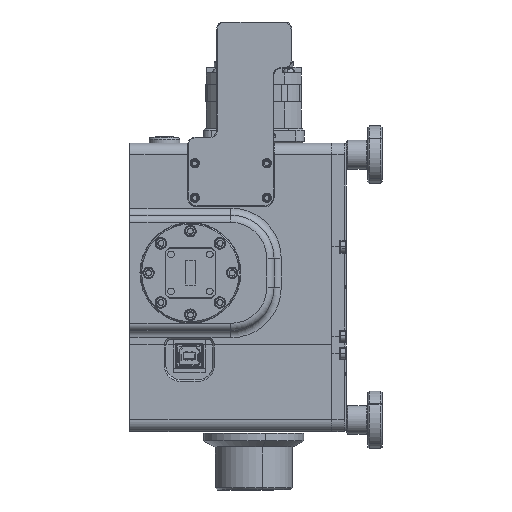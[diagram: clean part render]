
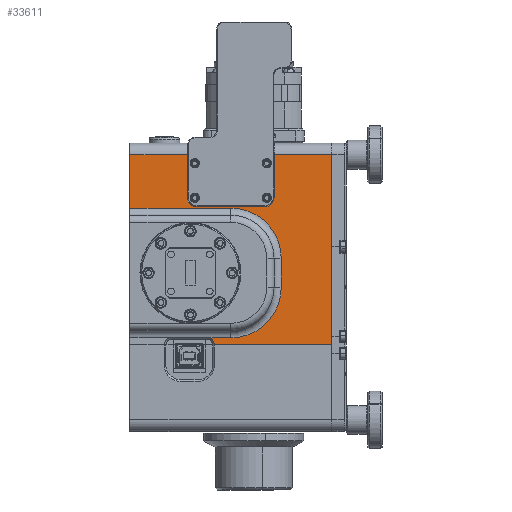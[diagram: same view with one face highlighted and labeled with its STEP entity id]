
A CAD part, left-side view. The second image highlights one B-rep face of the part: STEP entity #33611.
In plain terms, the highlighted planar face has unit normal (-1, 0, 0).
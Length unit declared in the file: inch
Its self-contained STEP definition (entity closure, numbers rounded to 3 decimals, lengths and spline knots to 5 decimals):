
#1478 = CARTESIAN_POINT ( 'NONE',  ( -1.75, 2., -1.625 ) ) ;
#2656 = DIRECTION ( 'NONE',  ( 0., 0., -1. ) ) ;
#3445 = ORIENTED_EDGE ( 'NONE', *, *, #42138, .T. ) ;
#6855 = DIRECTION ( 'NONE',  ( 1., 0., 0. ) ) ;
#7315 = CARTESIAN_POINT ( 'NONE',  ( -1.75, 2.415, -1.75 ) ) ;
#7707 = CARTESIAN_POINT ( 'NONE',  ( -1.75, 3.75, 1.75 ) ) ;
#8396 = DIRECTION ( 'NONE',  ( 0., 1., 0. ) ) ;
#8639 = DIRECTION ( 'NONE',  ( 1., 0., 0. ) ) ;
#8831 = VERTEX_POINT ( 'NONE', #92370 ) ;
#9438 = CARTESIAN_POINT ( 'NONE',  ( -1.75, 3.75, 0.625 ) ) ;
#10526 = ORIENTED_EDGE ( 'NONE', *, *, #21060, .T. ) ;
#10870 = LINE ( 'NONE', #9438, #90872 ) ;
#11715 = CARTESIAN_POINT ( 'NONE',  ( -1.75, 3.75, 1.75 ) ) ;
#12230 = LINE ( 'NONE', #41316, #26836 ) ;
#12469 = LINE ( 'NONE', #18724, #62919 ) ;
#12518 = DIRECTION ( 'NONE',  ( 0., 0., -1. ) ) ;
#12519 = ORIENTED_EDGE ( 'NONE', *, *, #22043, .T. ) ;
#12675 = CIRCLE ( 'NONE', #65935, 0.13 ) ;
#13985 = DIRECTION ( 'NONE',  ( 0., 0., -1. ) ) ;
#14357 = AXIS2_PLACEMENT_3D ( 'NONE', #53508, #75875, #73977 ) ;
#15311 = DIRECTION ( 'NONE',  ( 0., 0., -1. ) ) ;
#15381 = CARTESIAN_POINT ( 'NONE',  ( -1.75, 0.25, 1.55 ) ) ;
#15538 = ORIENTED_EDGE ( 'NONE', *, *, #57179, .T. ) ;
#17133 = VECTOR ( 'NONE', #73536, 39.37008 ) ;
#17391 = VERTEX_POINT ( 'NONE', #67598 ) ;
#18417 = LINE ( 'NONE', #32736, #58531 ) ;
#18724 = CARTESIAN_POINT ( 'NONE',  ( -1.75, 3.75, 1.55 ) ) ;
#20321 = ORIENTED_EDGE ( 'NONE', *, *, #79318, .T. ) ;
#21060 = EDGE_CURVE ( 'NONE', #59482, #17391, #12469, .T. ) ;
#21156 = CARTESIAN_POINT ( 'NONE',  ( -1.75, 1.25, 0.8 ) ) ;
#21270 = ORIENTED_EDGE ( 'NONE', *, *, #25464, .T. ) ;
#22028 = CARTESIAN_POINT ( 'NONE',  ( -1.75, 2., -0.75 ) ) ;
#22043 = EDGE_CURVE ( 'NONE', #88926, #63686, #69177, .T. ) ;
#22356 = EDGE_CURVE ( 'NONE', #32278, #78779, #89026, .T. ) ;
#24712 = DIRECTION ( 'NONE',  ( 0., -1., 0. ) ) ;
#25464 = EDGE_CURVE ( 'NONE', #92822, #41293, #86288, .T. ) ;
#25584 = EDGE_CURVE ( 'NONE', #85365, #17391, #35555, .T. ) ;
#26060 = CARTESIAN_POINT ( 'NONE',  ( -1.75, 1.4, 0.8 ) ) ;
#26629 = AXIS2_PLACEMENT_3D ( 'NONE', #22028, #80081, #15311 ) ;
#26836 = VECTOR ( 'NONE', #70340, 39.37008 ) ;
#26860 = LINE ( 'NONE', #55896, #35580 ) ;
#29510 = EDGE_CURVE ( 'NONE', #85635, #92822, #26860, .T. ) ;
#29936 = CARTESIAN_POINT ( 'NONE',  ( -1.75, 1.4, 0.65 ) ) ;
#30438 = CARTESIAN_POINT ( 'NONE',  ( -1.75, 2.75, 0.8 ) ) ;
#32278 = VERTEX_POINT ( 'NONE', #56341 ) ;
#32480 = ORIENTED_EDGE ( 'NONE', *, *, #37073, .T. ) ;
#32736 = CARTESIAN_POINT ( 'NONE',  ( -1.75, 1.125, 1.75 ) ) ;
#32892 = ORIENTED_EDGE ( 'NONE', *, *, #76596, .T. ) ;
#33611 = ADVANCED_FACE ( 'NONE', ( #44879 ), #73880, .F. ) ;
#34844 = CARTESIAN_POINT ( 'NONE',  ( -1.75, 3.75, 1.55 ) ) ;
#35555 = LINE ( 'NONE', #11715, #89269 ) ;
#35580 = VECTOR ( 'NONE', #12518, 39.37008 ) ;
#36415 = DIRECTION ( 'NONE',  ( 1., 0., 0. ) ) ;
#37073 = EDGE_CURVE ( 'NONE', #41293, #88926, #69412, .T. ) ;
#37577 = CARTESIAN_POINT ( 'NONE',  ( -1.75, 2.285, -1.75 ) ) ;
#37757 = CARTESIAN_POINT ( 'NONE',  ( -1.75, 2.37929, -1.625 ) ) ;
#37843 = CARTESIAN_POINT ( 'NONE',  ( -1.75, 3.75, -1.75 ) ) ;
#38690 = CARTESIAN_POINT ( 'NONE',  ( -1.75, 3.75, 0.625 ) ) ;
#39076 = CIRCLE ( 'NONE', #92300, 0.875 ) ;
#40803 = DIRECTION ( 'NONE',  ( 0., 0., 1. ) ) ;
#41293 = VERTEX_POINT ( 'NONE', #29936 ) ;
#41316 = CARTESIAN_POINT ( 'NONE',  ( -1.75, 0.25, -1.75 ) ) ;
#41441 = VECTOR ( 'NONE', #49117, 39.37008 ) ;
#42138 = EDGE_CURVE ( 'NONE', #63471, #8831, #39076, .T. ) ;
#42497 = ORIENTED_EDGE ( 'NONE', *, *, #88878, .T. ) ;
#42541 = CARTESIAN_POINT ( 'NONE',  ( -1.75, 2.75, 1.75 ) ) ;
#43078 = CARTESIAN_POINT ( 'NONE',  ( -1.75, 2., -0.25 ) ) ;
#44879 = FACE_OUTER_BOUND ( 'NONE', #54440, .T. ) ;
#45051 = VECTOR ( 'NONE', #8396, 39.37008 ) ;
#46630 = AXIS2_PLACEMENT_3D ( 'NONE', #7707, #8639, #80551 ) ;
#49117 = DIRECTION ( 'NONE',  ( 0., 1., 0. ) ) ;
#49583 = VERTEX_POINT ( 'NONE', #37577 ) ;
#50254 = ORIENTED_EDGE ( 'NONE', *, *, #29510, .T. ) ;
#53508 = CARTESIAN_POINT ( 'NONE',  ( -1.75, 2.6, 0.8 ) ) ;
#54071 = VERTEX_POINT ( 'NONE', #15381 ) ;
#54440 = EDGE_LOOP ( 'NONE', ( #88494, #42497, #15538, #87803, #67037, #50254, #21270, #32480, #12519, #93719, #10526, #61682, #20321, #3445, #32892, #91568 ) ) ;
#55896 = CARTESIAN_POINT ( 'NONE',  ( -1.75, 1.25, 1.75 ) ) ;
#56178 = EDGE_CURVE ( 'NONE', #63686, #59482, #78683, .T. ) ;
#56341 = CARTESIAN_POINT ( 'NONE',  ( -1.75, 1.125, -0.75 ) ) ;
#56493 = DIRECTION ( 'NONE',  ( 1., 0., 0. ) ) ;
#56588 = VECTOR ( 'NONE', #84911, 39.37008 ) ;
#57179 = EDGE_CURVE ( 'NONE', #49583, #65393, #58825, .T. ) ;
#57364 = CARTESIAN_POINT ( 'NONE',  ( -1.75, 2.6, 0.65 ) ) ;
#58531 = VECTOR ( 'NONE', #2656, 39.37008 ) ;
#58825 = LINE ( 'NONE', #37843, #17133 ) ;
#59482 = VERTEX_POINT ( 'NONE', #60458 ) ;
#60458 = CARTESIAN_POINT ( 'NONE',  ( -1.75, 2.75, 1.55 ) ) ;
#60598 = EDGE_CURVE ( 'NONE', #54071, #85635, #85294, .T. ) ;
#61682 = ORIENTED_EDGE ( 'NONE', *, *, #25584, .F. ) ;
#62919 = VECTOR ( 'NONE', #76804, 39.37008 ) ;
#63337 = CARTESIAN_POINT ( 'NONE',  ( -1.75, 2., 0.625 ) ) ;
#63471 = VERTEX_POINT ( 'NONE', #63337 ) ;
#63686 = VERTEX_POINT ( 'NONE', #30438 ) ;
#63940 = EDGE_CURVE ( 'NONE', #54071, #65393, #12230, .T. ) ;
#65393 = VERTEX_POINT ( 'NONE', #83624 ) ;
#65935 = AXIS2_PLACEMENT_3D ( 'NONE', #7315, #36415, #13985 ) ;
#66490 = AXIS2_PLACEMENT_3D ( 'NONE', #26060, #56493, #85063 ) ;
#66877 = VERTEX_POINT ( 'NONE', #37757 ) ;
#67037 = ORIENTED_EDGE ( 'NONE', *, *, #60598, .T. ) ;
#67598 = CARTESIAN_POINT ( 'NONE',  ( -1.75, 3.75, 1.55 ) ) ;
#69177 = CIRCLE ( 'NONE', #14357, 0.15 ) ;
#69190 = DIRECTION ( 'NONE',  ( 0., 0., -1. ) ) ;
#69412 = LINE ( 'NONE', #85579, #88016 ) ;
#70340 = DIRECTION ( 'NONE',  ( 0., 0., -1. ) ) ;
#73536 = DIRECTION ( 'NONE',  ( 0., -1., 0. ) ) ;
#73880 = PLANE ( 'NONE',  #46630 ) ;
#73977 = DIRECTION ( 'NONE',  ( 0., 0., -1. ) ) ;
#74086 = CARTESIAN_POINT ( 'NONE',  ( -1.75, 3.75, -1.625 ) ) ;
#75875 = DIRECTION ( 'NONE',  ( 1., 0., 0. ) ) ;
#76547 = DIRECTION ( 'NONE',  ( 0., 1., 0. ) ) ;
#76596 = EDGE_CURVE ( 'NONE', #8831, #32278, #18417, .T. ) ;
#76804 = DIRECTION ( 'NONE',  ( 0., 1., 0. ) ) ;
#77998 = EDGE_CURVE ( 'NONE', #78779, #66877, #87960, .T. ) ;
#78683 = LINE ( 'NONE', #42541, #56588 ) ;
#78779 = VERTEX_POINT ( 'NONE', #1478 ) ;
#79318 = EDGE_CURVE ( 'NONE', #85365, #63471, #10870, .T. ) ;
#80081 = DIRECTION ( 'NONE',  ( 1., 0., 0. ) ) ;
#80551 = DIRECTION ( 'NONE',  ( 0., 0., -1. ) ) ;
#83624 = CARTESIAN_POINT ( 'NONE',  ( -1.75, 0.25, -1.75 ) ) ;
#84911 = DIRECTION ( 'NONE',  ( 0., 0., 1. ) ) ;
#85063 = DIRECTION ( 'NONE',  ( 0., 0., -1. ) ) ;
#85294 = LINE ( 'NONE', #34844, #41441 ) ;
#85365 = VERTEX_POINT ( 'NONE', #38690 ) ;
#85579 = CARTESIAN_POINT ( 'NONE',  ( -1.75, 2.75, 0.65 ) ) ;
#85635 = VERTEX_POINT ( 'NONE', #92923 ) ;
#86288 = CIRCLE ( 'NONE', #66490, 0.15 ) ;
#87803 = ORIENTED_EDGE ( 'NONE', *, *, #63940, .F. ) ;
#87960 = LINE ( 'NONE', #74086, #45051 ) ;
#88016 = VECTOR ( 'NONE', #76547, 39.37008 ) ;
#88494 = ORIENTED_EDGE ( 'NONE', *, *, #77998, .T. ) ;
#88878 = EDGE_CURVE ( 'NONE', #66877, #49583, #12675, .T. ) ;
#88926 = VERTEX_POINT ( 'NONE', #57364 ) ;
#89026 = CIRCLE ( 'NONE', #26629, 0.875 ) ;
#89269 = VECTOR ( 'NONE', #40803, 39.37008 ) ;
#90872 = VECTOR ( 'NONE', #24712, 39.37008 ) ;
#91568 = ORIENTED_EDGE ( 'NONE', *, *, #22356, .T. ) ;
#92300 = AXIS2_PLACEMENT_3D ( 'NONE', #43078, #6855, #69190 ) ;
#92370 = CARTESIAN_POINT ( 'NONE',  ( -1.75, 1.125, -0.25 ) ) ;
#92822 = VERTEX_POINT ( 'NONE', #21156 ) ;
#92923 = CARTESIAN_POINT ( 'NONE',  ( -1.75, 1.25, 1.55 ) ) ;
#93719 = ORIENTED_EDGE ( 'NONE', *, *, #56178, .T. ) ;
